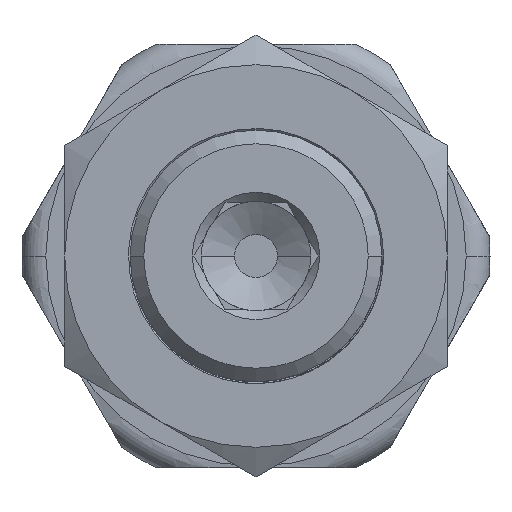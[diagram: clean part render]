
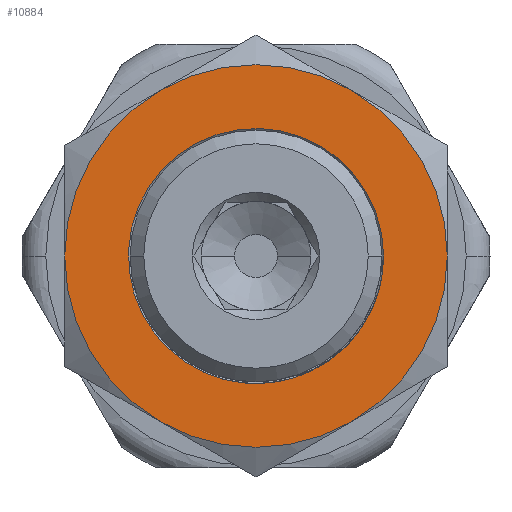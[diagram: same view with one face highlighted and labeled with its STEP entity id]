
A CAD part, left-side view. The second image highlights one B-rep face of the part: STEP entity #10884.
In plain terms, the highlighted planar face has unit normal (-1, 0, 0).
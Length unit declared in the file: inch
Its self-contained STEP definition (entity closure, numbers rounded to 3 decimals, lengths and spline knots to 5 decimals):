
#3261=CARTESIAN_POINT('',(-0.98875,0.,0.));
#3262=DIRECTION('',(-1.,0.,0.));
#3263=DIRECTION('',(0.,-1.,0.));
#3264=AXIS2_PLACEMENT_3D('',#3261,#3262,#3263);
#3266=CARTESIAN_POINT('',(-0.98875,0.,0.));
#3267=DIRECTION('',(-1.,0.,0.));
#3268=DIRECTION('',(0.,-0.5,-0.866));
#3269=AXIS2_PLACEMENT_3D('',#3266,#3267,#3268);
#3271=CARTESIAN_POINT('',(-0.98875,0.,0.));
#3272=DIRECTION('',(-1.,0.,0.));
#3273=DIRECTION('',(0.,0.,-1.));
#3274=AXIS2_PLACEMENT_3D('',#3271,#3272,#3273);
#3276=CARTESIAN_POINT('',(-0.98875,0.,0.));
#3277=DIRECTION('',(-1.,0.,0.));
#3278=DIRECTION('',(0.,0.5,-0.866));
#3279=AXIS2_PLACEMENT_3D('',#3276,#3277,#3278);
#3281=CARTESIAN_POINT('',(-0.98875,0.,0.));
#3282=DIRECTION('',(-1.,0.,0.));
#3283=DIRECTION('',(0.,1.,0.));
#3284=AXIS2_PLACEMENT_3D('',#3281,#3282,#3283);
#3286=CARTESIAN_POINT('',(-0.98875,0.,0.));
#3287=DIRECTION('',(-1.,0.,0.));
#3288=DIRECTION('',(0.,0.5,0.866));
#3289=AXIS2_PLACEMENT_3D('',#3286,#3287,#3288);
#3291=CARTESIAN_POINT('',(-0.98875,0.,0.));
#3292=DIRECTION('',(1.,0.,0.));
#3293=DIRECTION('',(0.,-1.,0.));
#3294=AXIS2_PLACEMENT_3D('',#3291,#3292,#3293);
#3338=CARTESIAN_POINT('',(-0.98875,0.,0.));
#3339=DIRECTION('',(-1.,0.,0.));
#3340=DIRECTION('',(0.,-0.5,0.866));
#3341=AXIS2_PLACEMENT_3D('',#3338,#3339,#3340);
#3362=CARTESIAN_POINT('',(-0.98875,-0.14063,0.24357));
#3490=CARTESIAN_POINT('',(-0.98875,0.14063,0.24357));
#7053=CARTESIAN_POINT('',(-0.98875,0.,0.));
#7054=DIRECTION('',(1.,0.,0.));
#7055=DIRECTION('',(0.,-0.707,-0.707));
#7056=AXIS2_PLACEMENT_3D('',#7053,#7054,#7055);
#8094=VERTEX_POINT('',#3490);
#8096=CARTESIAN_POINT('',(-0.98875,-0.14063,-0.24357));
#8097=CARTESIAN_POINT('',(-0.98875,-0.28125,0.));
#8098=VERTEX_POINT('',#8096);
#8099=VERTEX_POINT('',#8097);
#8102=CARTESIAN_POINT('',(-0.98875,0.28125,0.));
#8103=CARTESIAN_POINT('',(-0.98875,0.14063,-0.24357));
#8104=VERTEX_POINT('',#8102);
#8105=VERTEX_POINT('',#8103);
#8130=CARTESIAN_POINT('',(-0.98875,-0.1875,0.));
#8131=CARTESIAN_POINT('',(-0.98875,-0.13258,-0.13258));
#8132=VERTEX_POINT('',#8130);
#8133=VERTEX_POINT('',#8131);
#8142=VERTEX_POINT('',#3362);
#8144=CARTESIAN_POINT('',(-0.98875,0.,-0.28125));
#8145=VERTEX_POINT('',#8144);
#10858=CARTESIAN_POINT('',(-0.98875,0.28125,-0.16238));
#10859=DIRECTION('',(1.,0.,0.));
#10860=DIRECTION('',(0.,0.,1.));
#10861=AXIS2_PLACEMENT_3D('',#10858,#10859,#10860);
#10862=PLANE('',#10861);
#10864=ORIENTED_EDGE('',*,*,#10863,.F.);
#10866=ORIENTED_EDGE('',*,*,#10865,.F.);
#10867=ORIENTED_EDGE('',*,*,#10844,.F.);
#10869=ORIENTED_EDGE('',*,*,#10868,.F.);
#10871=ORIENTED_EDGE('',*,*,#10870,.F.);
#10873=ORIENTED_EDGE('',*,*,#10872,.F.);
#10875=ORIENTED_EDGE('',*,*,#10874,.F.);
#10876=EDGE_LOOP('',(#10864,#10866,#10867,#10869,#10871,#10873,#10875));
#10877=FACE_OUTER_BOUND('',#10876,.F.);
#10879=ORIENTED_EDGE('',*,*,#10878,.F.);
#10881=ORIENTED_EDGE('',*,*,#10880,.F.);
#10882=EDGE_LOOP('',(#10879,#10881));
#10883=FACE_BOUND('',#10882,.F.);
#3265=CIRCLE('',#3264,0.28125);
#3270=CIRCLE('',#3269,0.28125);
#3275=CIRCLE('',#3274,0.28125);
#3280=CIRCLE('',#3279,0.28125);
#3285=CIRCLE('',#3284,0.28125);
#3290=CIRCLE('',#3289,0.28125);
#3295=CIRCLE('',#3294,0.1875);
#3342=CIRCLE('',#3341,0.28125);
#7057=CIRCLE('',#7056,0.1875);
#10844=EDGE_CURVE('',#8098,#8099,#3270,.T.);
#10863=EDGE_CURVE('',#8142,#8094,#3342,.T.);
#10865=EDGE_CURVE('',#8099,#8142,#3265,.T.);
#10868=EDGE_CURVE('',#8145,#8098,#3275,.T.);
#10870=EDGE_CURVE('',#8105,#8145,#3280,.T.);
#10872=EDGE_CURVE('',#8104,#8105,#3285,.T.);
#10874=EDGE_CURVE('',#8094,#8104,#3290,.T.);
#10878=EDGE_CURVE('',#8132,#8133,#3295,.T.);
#10880=EDGE_CURVE('',#8133,#8132,#7057,.T.);
#10884=ADVANCED_FACE('',(#10877,#10883),#10862,.F.);
